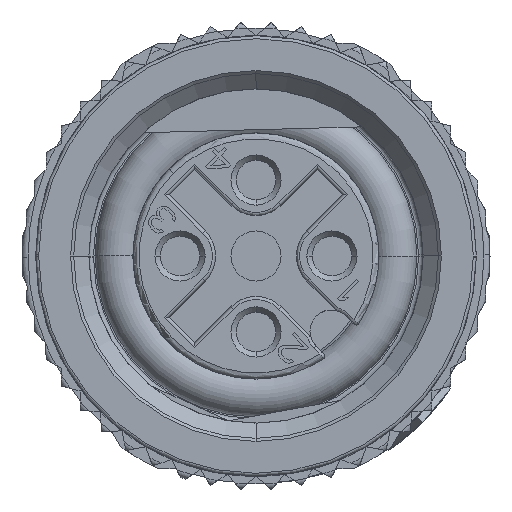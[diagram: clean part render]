
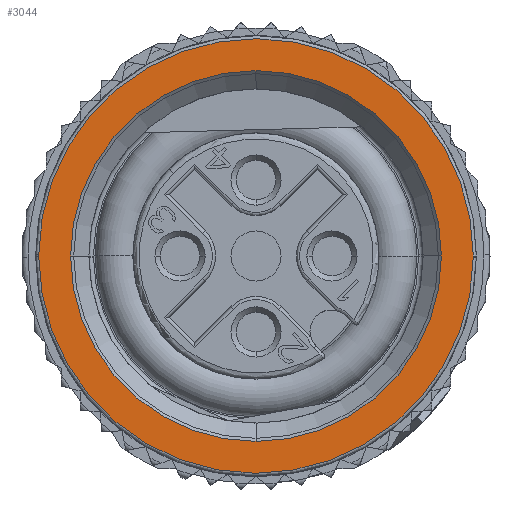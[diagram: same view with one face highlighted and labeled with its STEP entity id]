
A CAD part, front view. The second image highlights one B-rep face of the part: STEP entity #3044.
In plain terms, the highlighted planar face has unit normal (0, -1, 0).
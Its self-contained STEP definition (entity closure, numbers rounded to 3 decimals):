
#3044=ADVANCED_FACE('',(#6209,#6210),#6211,.T.);
#6209=FACE_OUTER_BOUND('',#15902,.T.);
#6210=FACE_BOUND('',#15903,.T.);
#6211=PLANE('',#15904);
#15902=EDGE_LOOP('',(#30337,#30338,#30339,#30340));
#15903=EDGE_LOOP('',(#30341,#30342,#30343,#30344));
#15904=AXIS2_PLACEMENT_3D('',#30345,#30346,#30347);
#30337=ORIENTED_EDGE('',*,*,#34766,.F.);
#30338=ORIENTED_EDGE('',*,*,#33165,.F.);
#30339=ORIENTED_EDGE('',*,*,#34764,.F.);
#30340=ORIENTED_EDGE('',*,*,#33170,.F.);
#30341=ORIENTED_EDGE('',*,*,#34774,.F.);
#30342=ORIENTED_EDGE('',*,*,#33148,.F.);
#30343=ORIENTED_EDGE('',*,*,#33155,.F.);
#30344=ORIENTED_EDGE('',*,*,#34775,.F.);
#30345=CARTESIAN_POINT('',(0.0,-12.4,0.0));
#30346=DIRECTION('',(0.0,-1.0,0.0));
#30347=DIRECTION('',(1.0,0.0,0.0));
#33148=EDGE_CURVE('',#37654,#37652,#37656,.T.);
#33155=EDGE_CURVE('',#37664,#37654,#37666,.T.);
#33165=EDGE_CURVE('',#37682,#37678,#37684,.T.);
#33170=EDGE_CURVE('',#37691,#37687,#37693,.T.);
#34764=EDGE_CURVE('',#37687,#37682,#39983,.T.);
#34766=EDGE_CURVE('',#37678,#37691,#39985,.T.);
#34774=EDGE_CURVE('',#37652,#39994,#39995,.T.);
#34775=EDGE_CURVE('',#39994,#37664,#39996,.T.);
#37652=VERTEX_POINT('',#44422);
#37654=VERTEX_POINT('',#44425);
#37656=CIRCLE('',#44428,6.1);
#37664=VERTEX_POINT('',#44437);
#37666=CIRCLE('',#44440,6.1);
#37678=VERTEX_POINT('',#44452);
#37682=VERTEX_POINT('',#44456);
#37684=CIRCLE('',#44458,7.15);
#37687=VERTEX_POINT('',#44461);
#37691=VERTEX_POINT('',#44465);
#37693=CIRCLE('',#44467,7.15);
#39983=CIRCLE('',#49666,7.15);
#39985=CIRCLE('',#49668,7.15);
#39994=VERTEX_POINT('',#49679);
#39995=CIRCLE('',#49680,6.1);
#39996=CIRCLE('',#49681,6.1);
#44422=CARTESIAN_POINT('',(0.0,-12.4,6.1));
#44425=CARTESIAN_POINT('',(6.1,-12.4,0.0));
#44428=AXIS2_PLACEMENT_3D('',#55586,#55587,#55588);
#44437=CARTESIAN_POINT('',(0.0,-12.4,-6.1));
#44440=AXIS2_PLACEMENT_3D('',#55597,#55598,#55599);
#44452=CARTESIAN_POINT('',(-7.15,-12.4,0.052));
#44456=CARTESIAN_POINT('',(-7.15,-12.4,0.0));
#44458=AXIS2_PLACEMENT_3D('',#55621,#55622,#55623);
#44461=CARTESIAN_POINT('',(7.15,-12.4,-0.052));
#44465=CARTESIAN_POINT('',(7.15,-12.4,0.0));
#44467=AXIS2_PLACEMENT_3D('',#55633,#55634,#55635);
#49666=AXIS2_PLACEMENT_3D('',#57534,#57535,#57536);
#49668=AXIS2_PLACEMENT_3D('',#57537,#57538,#57539);
#49679=CARTESIAN_POINT('',(-6.1,-12.4,0.0));
#49680=AXIS2_PLACEMENT_3D('',#57548,#57549,#57550);
#49681=AXIS2_PLACEMENT_3D('',#57551,#57552,#57553);
#55586=CARTESIAN_POINT('',(0.0,-12.4,0.0));
#55587=DIRECTION('',(0.0,-1.0,0.0));
#55588=DIRECTION('',(1.0,0.0,0.0));
#55597=CARTESIAN_POINT('',(0.0,-12.4,0.0));
#55598=DIRECTION('',(0.0,-1.0,0.0));
#55599=DIRECTION('',(0.0,0.0,-1.0));
#55621=CARTESIAN_POINT('',(0.0,-12.4,0.0));
#55622=DIRECTION('',(0.0,1.0,0.0));
#55623=DIRECTION('',(-1.0,0.0,0.0));
#55633=CARTESIAN_POINT('',(0.0,-12.4,0.0));
#55634=DIRECTION('',(-0.0,1.0,0.0));
#55635=DIRECTION('',(1.0,0.0,0.0));
#57534=CARTESIAN_POINT('',(0.0,-12.4,0.0));
#57535=DIRECTION('',(0.0,1.0,0.0));
#57536=DIRECTION('',(1.,0.0,-0.007));
#57537=CARTESIAN_POINT('',(0.0,-12.4,0.0));
#57538=DIRECTION('',(0.0,1.0,0.0));
#57539=DIRECTION('',(-1.,0.0,0.007));
#57548=CARTESIAN_POINT('',(0.0,-12.4,0.0));
#57549=DIRECTION('',(0.0,-1.0,0.0));
#57550=DIRECTION('',(0.0,0.0,1.0));
#57551=CARTESIAN_POINT('',(0.0,-12.4,0.0));
#57552=DIRECTION('',(0.0,-1.0,0.0));
#57553=DIRECTION('',(-1.0,0.0,0.0));
